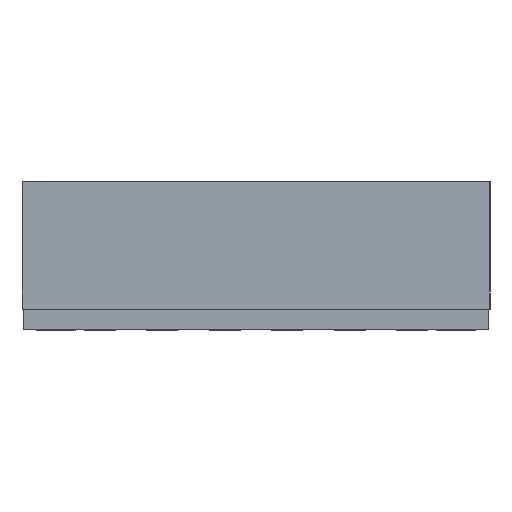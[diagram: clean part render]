
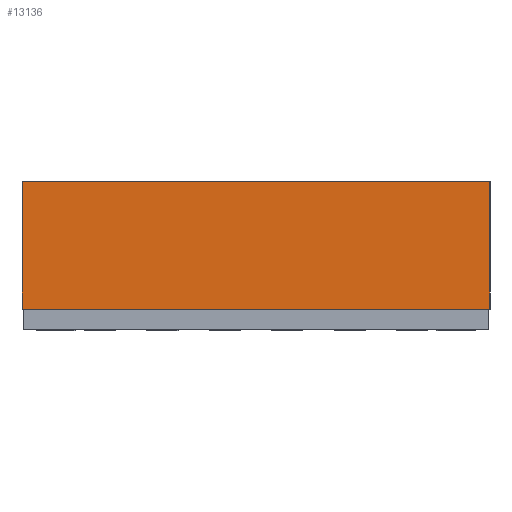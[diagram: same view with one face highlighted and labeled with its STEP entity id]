
A CAD part, left-side view. The second image highlights one B-rep face of the part: STEP entity #13136.
In plain terms, the highlighted planar face has unit normal (-1, 0, 0).
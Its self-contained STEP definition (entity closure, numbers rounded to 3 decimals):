
#435 = CARTESIAN_POINT ( 'NONE',  ( -1.5, -1.5, 0.82 ) ) ;
#816 = CARTESIAN_POINT ( 'NONE',  ( -1.5, 1.5, 0.82 ) ) ;
#1451 = CARTESIAN_POINT ( 'NONE',  ( -1.5, 1.5, 0.82 ) ) ;
#1507 = ORIENTED_EDGE ( 'NONE', *, *, #5692, .F. ) ;
#1933 = DIRECTION ( 'NONE',  ( 0., 0., -1. ) ) ;
#2526 = ORIENTED_EDGE ( 'NONE', *, *, #6083, .F. ) ;
#3865 = PLANE ( 'NONE',  #11079 ) ;
#4034 = DIRECTION ( 'NONE',  ( 0., -1., 0. ) ) ;
#4156 = CARTESIAN_POINT ( 'NONE',  ( -1.5, -1.5, 0. ) ) ;
#5692 = EDGE_CURVE ( 'NONE', #19421, #10517, #11492, .T. ) ;
#5853 = VECTOR ( 'NONE', #7568, 1000. ) ;
#6083 = EDGE_CURVE ( 'NONE', #6973, #19421, #17873, .T. ) ;
#6091 = LINE ( 'NONE', #7146, #9132 ) ;
#6973 = VERTEX_POINT ( 'NONE', #18168 ) ;
#7113 = ORIENTED_EDGE ( 'NONE', *, *, #19729, .T. ) ;
#7146 = CARTESIAN_POINT ( 'NONE',  ( -1.5, 1.5, 0. ) ) ;
#7285 = EDGE_LOOP ( 'NONE', ( #8556, #1507, #2526, #7113 ) ) ;
#7568 = DIRECTION ( 'NONE',  ( 0., 0., -1. ) ) ;
#8556 = ORIENTED_EDGE ( 'NONE', *, *, #16977, .T. ) ;
#8736 = VECTOR ( 'NONE', #1933, 1000. ) ;
#9132 = VECTOR ( 'NONE', #11785, 1000. ) ;
#10010 = DIRECTION ( 'NONE',  ( 1., 0., 0. ) ) ;
#10517 = VERTEX_POINT ( 'NONE', #4156 ) ;
#11079 = AXIS2_PLACEMENT_3D ( 'NONE', #11808, #10010, #17914 ) ;
#11108 = VERTEX_POINT ( 'NONE', #12034 ) ;
#11492 = LINE ( 'NONE', #435, #8736 ) ;
#11785 = DIRECTION ( 'NONE',  ( 0., -1., 0. ) ) ;
#11808 = CARTESIAN_POINT ( 'NONE',  ( -1.5, 1.5, 0.82 ) ) ;
#12034 = CARTESIAN_POINT ( 'NONE',  ( -1.5, 1.5, 0. ) ) ;
#13136 = ADVANCED_FACE ( 'NONE', ( #14728 ), #3865, .F. ) ;
#13516 = LINE ( 'NONE', #1451, #5853 ) ;
#14728 = FACE_OUTER_BOUND ( 'NONE', #7285, .T. ) ;
#15134 = CARTESIAN_POINT ( 'NONE',  ( -1.5, -1.5, 0.82 ) ) ;
#16444 = VECTOR ( 'NONE', #4034, 1000. ) ;
#16977 = EDGE_CURVE ( 'NONE', #11108, #10517, #6091, .T. ) ;
#17873 = LINE ( 'NONE', #816, #16444 ) ;
#17914 = DIRECTION ( 'NONE',  ( 0., 1., 0. ) ) ;
#18168 = CARTESIAN_POINT ( 'NONE',  ( -1.5, 1.5, 0.82 ) ) ;
#19421 = VERTEX_POINT ( 'NONE', #15134 ) ;
#19729 = EDGE_CURVE ( 'NONE', #6973, #11108, #13516, .T. ) ;
